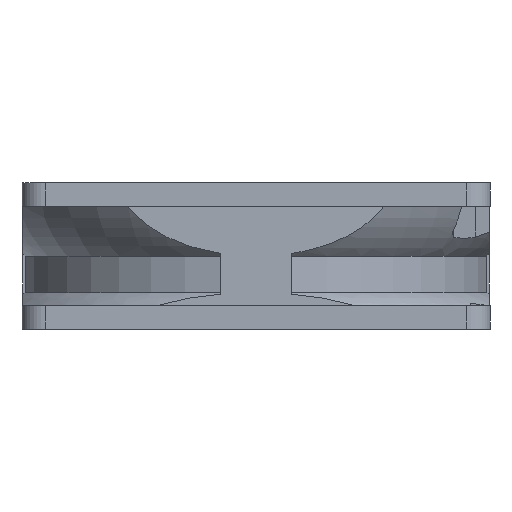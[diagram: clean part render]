
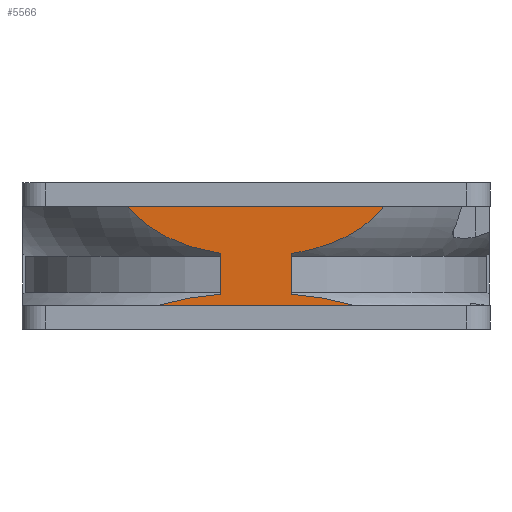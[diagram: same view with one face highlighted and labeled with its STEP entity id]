
A CAD part, left-side view. The second image highlights one B-rep face of the part: STEP entity #5566.
In plain terms, the highlighted planar face has unit normal (-1, 0, 0).
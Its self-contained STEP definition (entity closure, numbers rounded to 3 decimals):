
#44 = CARTESIAN_POINT ( 'NONE',  ( -39.9, 0., -21. ) ) ;
#359 = CARTESIAN_POINT ( 'NONE',  ( -39.9, -9.729, -19.398 ) ) ;
#527 = CARTESIAN_POINT ( 'NONE',  ( -39.9, -13.33, -10.177 ) ) ;
#596 = CARTESIAN_POINT ( 'NONE',  ( -39.9, 16.173, -20.725 ) ) ;
#672 = ORIENTED_EDGE ( 'NONE', *, *, #4611, .F. ) ;
#734 = AXIS2_PLACEMENT_3D ( 'NONE', #2664, #12692, #6692 ) ;
#781 = CARTESIAN_POINT ( 'NONE',  ( -39.9, 20.622, -5.443 ) ) ;
#1466 = CARTESIAN_POINT ( 'NONE',  ( -39.9, -21.406, -4.605 ) ) ;
#1482 = CARTESIAN_POINT ( 'NONE',  ( -39.9, -6., -19.03 ) ) ;
#1545 = CARTESIAN_POINT ( 'NONE',  ( -39.9, -9.729, -11.316 ) ) ;
#1616 = CARTESIAN_POINT ( 'NONE',  ( -39.9, 13.42, -20.057 ) ) ;
#1752 = CARTESIAN_POINT ( 'NONE',  ( -39.9, 8.973, -11.531 ) ) ;
#1786 = CARTESIAN_POINT ( 'NONE',  ( -39.9, 21.391, -4.6 ) ) ;
#1871 = B_SPLINE_CURVE_WITH_KNOTS ( 'NONE', 3,
 ( #2388, #6378, #359, #9394, #3407, #10396 ),
 .UNSPECIFIED., .F., .F.,
 ( 4, 2, 4 ),
 ( 0.006, 0.012, 0.017 ),
 .UNSPECIFIED. ) ;
#2071 = DIRECTION ( 'NONE',  ( 0., -1., 0. ) ) ;
#2188 = CARTESIAN_POINT ( 'NONE',  ( -39.9, -6., -12.063 ) ) ;
#2221 = B_SPLINE_CURVE_WITH_KNOTS ( 'NONE', 3,
 ( #6624, #596, #7628, #1616, #8630, #2635, #9640, #3659 ),
 .UNSPECIFIED., .F., .F.,
 ( 4, 2, 2, 4 ),
 ( 0.148, 0.151, 0.154, 0.16 ),
 .UNSPECIFIED. ) ;
#2369 = FACE_OUTER_BOUND ( 'NONE', #11715, .T. ) ;
#2388 = CARTESIAN_POINT ( 'NONE',  ( -39.9, -6., -19.03 ) ) ;
#2536 = CARTESIAN_POINT ( 'NONE',  ( -39.9, -20.89, -5.181 ) ) ;
#2570 = CARTESIAN_POINT ( 'NONE',  ( -39.9, -7.505, -11.816 ) ) ;
#2635 = CARTESIAN_POINT ( 'NONE',  ( -39.9, 9.727, -19.397 ) ) ;
#2654 = CARTESIAN_POINT ( 'NONE',  ( -39.9, 6., -19.03 ) ) ;
#2664 = CARTESIAN_POINT ( 'NONE',  ( -39.9, 0., -25. ) ) ;
#2729 = CARTESIAN_POINT ( 'NONE',  ( -39.9, 6., -12.063 ) ) ;
#2771 = CARTESIAN_POINT ( 'NONE',  ( -39.9, 11.9, -10.668 ) ) ;
#2809 = CARTESIAN_POINT ( 'NONE',  ( -39.9, 21.869, -4. ) ) ;
#2867 = CARTESIAN_POINT ( 'NONE',  ( -39.9, -21.869, -4. ) ) ;
#2872 = VERTEX_POINT ( 'NONE', #9941 ) ;
#3407 = CARTESIAN_POINT ( 'NONE',  ( -39.9, -15.259, -20.446 ) ) ;
#3556 = CARTESIAN_POINT ( 'NONE',  ( -39.9, -19.222, -6.738 ) ) ;
#3593 = CARTESIAN_POINT ( 'NONE',  ( -39.9, -6., -12.063 ) ) ;
#3659 = CARTESIAN_POINT ( 'NONE',  ( -39.9, 6., -19.03 ) ) ;
#3791 = CARTESIAN_POINT ( 'NONE',  ( -39.9, 14.026, -9.851 ) ) ;
#3929 = ORIENTED_EDGE ( 'NONE', *, *, #9494, .F. ) ;
#4135 = EDGE_CURVE ( 'NONE', #10882, #8477, #1871, .T. ) ;
#4550 = CARTESIAN_POINT ( 'NONE',  ( -39.9, -17.383, -8.072 ) ) ;
#4555 = B_SPLINE_CURVE_WITH_KNOTS ( 'NONE', 3,
 ( #2729, #6767, #1752, #8764, #2771, #9778, #3791, #10772, #4786, #11800, #5788, #12794, #6805, #781, #7804, #1786, #8815, #2809 ),
 .UNSPECIFIED., .F., .F.,
 ( 4, 2, 2, 2, 2, 2, 2, 2, 4 ),
 ( 0.006, 0.011, 0.013, 0.015, 0.017, 0.02, 0.022, 0.023, 0.024 ),
 .UNSPECIFIED. ) ;
#4611 = EDGE_CURVE ( 'NONE', #7367, #10463, #7998, .T. ) ;
#4786 = CARTESIAN_POINT ( 'NONE',  ( -39.9, 16.069, -8.853 ) ) ;
#5248 = CARTESIAN_POINT ( 'NONE',  ( -39.9, -6., -12.063 ) ) ;
#5282 = B_SPLINE_CURVE_WITH_KNOTS ( 'NONE', 3,
 ( #6518, #1466, #2536, #9538, #3556, #10534, #4550, #11544, #5546, #12557, #6555, #527, #7566, #1545, #8562, #2570, #9583, #3593 ),
 .UNSPECIFIED., .F., .F.,
 ( 4, 2, 2, 2, 2, 2, 2, 2, 4 ),
 ( 0.105, 0.108, 0.11, 0.112, 0.113, 0.114, 0.119, 0.121, 0.123 ),
 .UNSPECIFIED. ) ;
#5546 = CARTESIAN_POINT ( 'NONE',  ( -39.9, -16.064, -8.844 ) ) ;
#5566 = ADVANCED_FACE ( 'NONE', ( #2369 ), #8656, .F. ) ;
#5788 = CARTESIAN_POINT ( 'NONE',  ( -39.9, 18.019, -7.647 ) ) ;
#5961 = CARTESIAN_POINT ( 'NONE',  ( -39.9, 21.869, -4. ) ) ;
#6378 = CARTESIAN_POINT ( 'NONE',  ( -39.9, -7.869, -19.178 ) ) ;
#6518 = CARTESIAN_POINT ( 'NONE',  ( -39.9, -21.869, -4. ) ) ;
#6555 = CARTESIAN_POINT ( 'NONE',  ( -39.9, -15.048, -9.37 ) ) ;
#6556 = ORIENTED_EDGE ( 'NONE', *, *, #7219, .F. ) ;
#6595 = VERTEX_POINT ( 'NONE', #10230 ) ;
#6624 = CARTESIAN_POINT ( 'NONE',  ( -39.9, 17.075, -21. ) ) ;
#6692 = DIRECTION ( 'NONE',  ( 0., 0., -1. ) ) ;
#6767 = CARTESIAN_POINT ( 'NONE',  ( -39.9, 7.493, -11.841 ) ) ;
#6805 = CARTESIAN_POINT ( 'NONE',  ( -39.9, 19.808, -6.238 ) ) ;
#7014 = LINE ( 'NONE', #44, #9684 ) ;
#7015 = LINE ( 'NONE', #2188, #12026 ) ;
#7219 = EDGE_CURVE ( 'NONE', #6595, #2872, #2221, .T. ) ;
#7300 = EDGE_CURVE ( 'NONE', #10785, #7367, #4555, .T. ) ;
#7367 = VERTEX_POINT ( 'NONE', #5961 ) ;
#7379 = VECTOR ( 'NONE', #10759, 1000. ) ;
#7484 = EDGE_CURVE ( 'NONE', #10882, #9860, #7015, .T. ) ;
#7566 = CARTESIAN_POINT ( 'NONE',  ( -39.9, -11.911, -10.693 ) ) ;
#7628 = CARTESIAN_POINT ( 'NONE',  ( -39.9, 15.256, -20.482 ) ) ;
#7804 = CARTESIAN_POINT ( 'NONE',  ( -39.9, 20.884, -5.169 ) ) ;
#7816 = ORIENTED_EDGE ( 'NONE', *, *, #7484, .T. ) ;
#7998 = LINE ( 'NONE', #12783, #7379 ) ;
#8444 = LINE ( 'NONE', #2654, #9067 ) ;
#8477 = VERTEX_POINT ( 'NONE', #10640 ) ;
#8562 = CARTESIAN_POINT ( 'NONE',  ( -39.9, -8.993, -11.498 ) ) ;
#8630 = CARTESIAN_POINT ( 'NONE',  ( -39.9, 12.499, -19.873 ) ) ;
#8656 = PLANE ( 'NONE',  #734 ) ;
#8764 = CARTESIAN_POINT ( 'NONE',  ( -39.9, 11.171, -10.905 ) ) ;
#8815 = CARTESIAN_POINT ( 'NONE',  ( -39.9, 21.636, -4.305 ) ) ;
#8831 = ORIENTED_EDGE ( 'NONE', *, *, #12164, .T. ) ;
#9067 = VECTOR ( 'NONE', #10659, 1000. ) ;
#9200 = DIRECTION ( 'NONE',  ( 0., 0., 1. ) ) ;
#9261 = ORIENTED_EDGE ( 'NONE', *, *, #12767, .T. ) ;
#9394 = CARTESIAN_POINT ( 'NONE',  ( -39.9, -13.423, -20.032 ) ) ;
#9494 = EDGE_CURVE ( 'NONE', #10463, #9860, #5282, .T. ) ;
#9538 = CARTESIAN_POINT ( 'NONE',  ( -39.9, -19.799, -6.246 ) ) ;
#9583 = CARTESIAN_POINT ( 'NONE',  ( -39.9, -6.752, -11.951 ) ) ;
#9640 = CARTESIAN_POINT ( 'NONE',  ( -39.9, 7.868, -19.177 ) ) ;
#9684 = VECTOR ( 'NONE', #2071, 1000. ) ;
#9778 = CARTESIAN_POINT ( 'NONE',  ( -39.9, 13.326, -10.142 ) ) ;
#9860 = VERTEX_POINT ( 'NONE', #5248 ) ;
#9941 = CARTESIAN_POINT ( 'NONE',  ( -39.9, 6., -19.03 ) ) ;
#10230 = CARTESIAN_POINT ( 'NONE',  ( -39.9, 17.075, -21. ) ) ;
#10396 = CARTESIAN_POINT ( 'NONE',  ( -39.9, -17.075, -21. ) ) ;
#10463 = VERTEX_POINT ( 'NONE', #2867 ) ;
#10534 = CARTESIAN_POINT ( 'NONE',  ( -39.9, -18.014, -7.651 ) ) ;
#10640 = CARTESIAN_POINT ( 'NONE',  ( -39.9, -17.075, -21. ) ) ;
#10659 = DIRECTION ( 'NONE',  ( 0., 0., -1. ) ) ;
#10759 = DIRECTION ( 'NONE',  ( 0., -1., 0. ) ) ;
#10772 = CARTESIAN_POINT ( 'NONE',  ( -39.9, 15.398, -9.206 ) ) ;
#10785 = VERTEX_POINT ( 'NONE', #12363 ) ;
#10882 = VERTEX_POINT ( 'NONE', #1482 ) ;
#11371 = ORIENTED_EDGE ( 'NONE', *, *, #4135, .F. ) ;
#11544 = CARTESIAN_POINT ( 'NONE',  ( -39.9, -16.399, -8.657 ) ) ;
#11715 = EDGE_LOOP ( 'NONE', ( #12029, #8831, #6556, #9261, #11371, #7816, #3929, #672 ) ) ;
#11800 = CARTESIAN_POINT ( 'NONE',  ( -39.9, 17.379, -8.074 ) ) ;
#12026 = VECTOR ( 'NONE', #9200, 1000. ) ;
#12029 = ORIENTED_EDGE ( 'NONE', *, *, #7300, .F. ) ;
#12164 = EDGE_CURVE ( 'NONE', #10785, #2872, #8444, .T. ) ;
#12363 = CARTESIAN_POINT ( 'NONE',  ( -39.9, 6., -12.063 ) ) ;
#12557 = CARTESIAN_POINT ( 'NONE',  ( -39.9, -15.389, -9.201 ) ) ;
#12692 = DIRECTION ( 'NONE',  ( 1., 0., 0. ) ) ;
#12767 = EDGE_CURVE ( 'NONE', #6595, #8477, #7014, .T. ) ;
#12783 = CARTESIAN_POINT ( 'NONE',  ( -39.9, 0., -4. ) ) ;
#12794 = CARTESIAN_POINT ( 'NONE',  ( -39.9, 19.232, -6.73 ) ) ;
